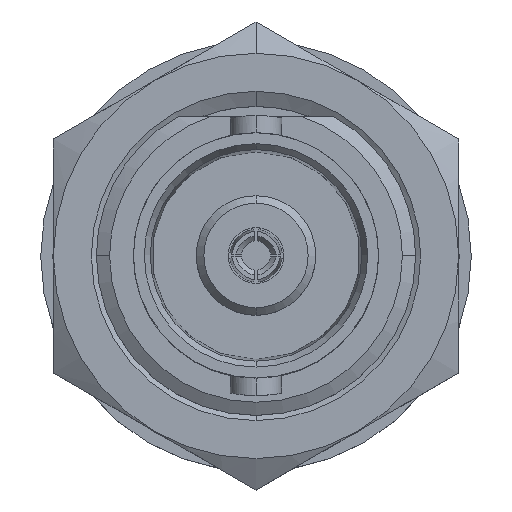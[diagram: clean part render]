
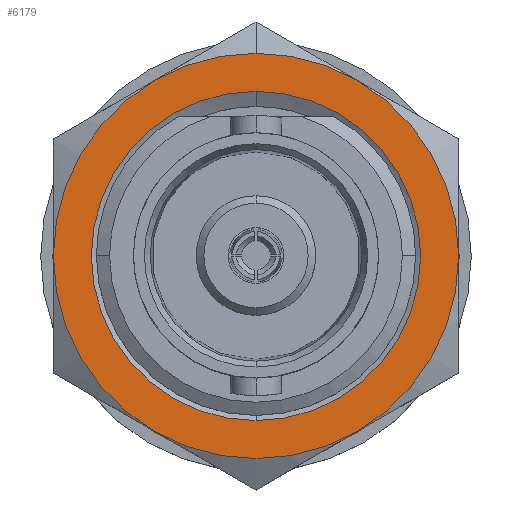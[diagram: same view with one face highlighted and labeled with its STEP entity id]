
A CAD part, top view. The second image highlights one B-rep face of the part: STEP entity #6179.
In plain terms, the highlighted planar face has unit normal (0, 0, 1).
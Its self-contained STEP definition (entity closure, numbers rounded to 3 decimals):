
#236 = DIRECTION ( 'NONE',  ( 0., -1., 0. ) ) ;
#372 = DIRECTION ( 'NONE',  ( 0., -1., 0. ) ) ;
#568 = ORIENTED_EDGE ( 'NONE', *, *, #6496, .T. ) ;
#651 = AXIS2_PLACEMENT_3D ( 'NONE', #5835, #729, #6692 ) ;
#716 = CIRCLE ( 'NONE', #7411, 8. ) ;
#729 = DIRECTION ( 'NONE',  ( 0., 0., 1. ) ) ;
#744 = CARTESIAN_POINT ( 'NONE',  ( 0., 0., -12.9 ) ) ;
#757 = DIRECTION ( 'NONE',  ( 0., -1., 0. ) ) ;
#882 = DIRECTION ( 'NONE',  ( 0., 0., 1. ) ) ;
#962 = EDGE_CURVE ( 'NONE', #10066, #3088, #6646, .T. ) ;
#1087 = EDGE_CURVE ( 'NONE', #3113, #1209, #5176, .T. ) ;
#1105 = EDGE_CURVE ( 'NONE', #7781, #4336, #10865, .T. ) ;
#1209 = VERTEX_POINT ( 'NONE', #10300 ) ;
#1262 = AXIS2_PLACEMENT_3D ( 'NONE', #744, #882, #9413 ) ;
#1642 = CARTESIAN_POINT ( 'NONE',  ( 4., -6.928, -12.9 ) ) ;
#1728 = DIRECTION ( 'NONE',  ( 0., 0., 1. ) ) ;
#1900 = CIRCLE ( 'NONE', #651, 8. ) ;
#2239 = CARTESIAN_POINT ( 'NONE',  ( 0., 8., -12.9 ) ) ;
#2473 = ORIENTED_EDGE ( 'NONE', *, *, #9932, .F. ) ;
#3088 = VERTEX_POINT ( 'NONE', #7203 ) ;
#3113 = VERTEX_POINT ( 'NONE', #8929 ) ;
#3114 = DIRECTION ( 'NONE',  ( 0., 1., 0. ) ) ;
#3241 = CARTESIAN_POINT ( 'NONE',  ( 0., 0., -12.9 ) ) ;
#3381 = CIRCLE ( 'NONE', #4941, 8. ) ;
#3452 = CIRCLE ( 'NONE', #5654, 6.5 ) ;
#3656 = AXIS2_PLACEMENT_3D ( 'NONE', #2239, #8214, #3114 ) ;
#3687 = EDGE_CURVE ( 'NONE', #5660, #3113, #7323, .T. ) ;
#4031 = EDGE_LOOP ( 'NONE', ( #2473, #7827 ) ) ;
#4100 = DIRECTION ( 'NONE',  ( 0., -1., 0. ) ) ;
#4232 = CARTESIAN_POINT ( 'NONE',  ( 8., 0., -12.9 ) ) ;
#4336 = VERTEX_POINT ( 'NONE', #7735 ) ;
#4704 = AXIS2_PLACEMENT_3D ( 'NONE', #7902, #6968, #7931 ) ;
#4799 = CARTESIAN_POINT ( 'NONE',  ( 0., 6.5, -12.9 ) ) ;
#4928 = ORIENTED_EDGE ( 'NONE', *, *, #1087, .T. ) ;
#4941 = AXIS2_PLACEMENT_3D ( 'NONE', #10578, #5505, #372 ) ;
#5176 = CIRCLE ( 'NONE', #1262, 8. ) ;
#5380 = DIRECTION ( 'NONE',  ( 0., 0., 1. ) ) ;
#5481 = EDGE_CURVE ( 'NONE', #3088, #5660, #9609, .T. ) ;
#5505 = DIRECTION ( 'NONE',  ( 0., 0., 1. ) ) ;
#5654 = AXIS2_PLACEMENT_3D ( 'NONE', #10452, #5380, #236 ) ;
#5660 = VERTEX_POINT ( 'NONE', #7437 ) ;
#5669 = ORIENTED_EDGE ( 'NONE', *, *, #8109, .T. ) ;
#5835 = CARTESIAN_POINT ( 'NONE',  ( 0., 0., -12.9 ) ) ;
#5862 = DIRECTION ( 'NONE',  ( 0., 0., 1. ) ) ;
#6068 = ORIENTED_EDGE ( 'NONE', *, *, #5481, .T. ) ;
#6179 = ADVANCED_FACE ( 'NONE', ( #6345, #8602 ), #9043, .F. ) ;
#6250 = ORIENTED_EDGE ( 'NONE', *, *, #962, .T. ) ;
#6345 = FACE_BOUND ( 'NONE', #4031, .T. ) ;
#6348 = EDGE_CURVE ( 'NONE', #6761, #6784, #716, .T. ) ;
#6496 = EDGE_CURVE ( 'NONE', #6784, #10066, #3381, .T. ) ;
#6577 = ORIENTED_EDGE ( 'NONE', *, *, #3687, .T. ) ;
#6646 = CIRCLE ( 'NONE', #8551, 8. ) ;
#6692 = DIRECTION ( 'NONE',  ( 0., -1., 0. ) ) ;
#6761 = VERTEX_POINT ( 'NONE', #1642 ) ;
#6784 = VERTEX_POINT ( 'NONE', #4232 ) ;
#6839 = AXIS2_PLACEMENT_3D ( 'NONE', #3241, #9195, #4100 ) ;
#6843 = CARTESIAN_POINT ( 'NONE',  ( 0., 0., -12.9 ) ) ;
#6968 = DIRECTION ( 'NONE',  ( 0., 0., 1. ) ) ;
#7203 = CARTESIAN_POINT ( 'NONE',  ( 0., 8., -12.9 ) ) ;
#7323 = CIRCLE ( 'NONE', #9291, 8. ) ;
#7410 = DIRECTION ( 'NONE',  ( 0., -1., 0. ) ) ;
#7411 = AXIS2_PLACEMENT_3D ( 'NONE', #6843, #1728, #7700 ) ;
#7437 = CARTESIAN_POINT ( 'NONE',  ( -4., 6.928, -12.9 ) ) ;
#7700 = DIRECTION ( 'NONE',  ( 0., -1., 0. ) ) ;
#7735 = CARTESIAN_POINT ( 'NONE',  ( 0., -6.5, -12.9 ) ) ;
#7781 = VERTEX_POINT ( 'NONE', #4799 ) ;
#7827 = ORIENTED_EDGE ( 'NONE', *, *, #1105, .F. ) ;
#7902 = CARTESIAN_POINT ( 'NONE',  ( 0., 0., -12.9 ) ) ;
#7931 = DIRECTION ( 'NONE',  ( 0., -1., 0. ) ) ;
#8109 = EDGE_CURVE ( 'NONE', #1209, #6761, #1900, .T. ) ;
#8166 = DIRECTION ( 'NONE',  ( 0., 0., 1. ) ) ;
#8214 = DIRECTION ( 'NONE',  ( 0., 0., -1. ) ) ;
#8551 = AXIS2_PLACEMENT_3D ( 'NONE', #10722, #8166, #7410 ) ;
#8602 = FACE_OUTER_BOUND ( 'NONE', #10003, .T. ) ;
#8929 = CARTESIAN_POINT ( 'NONE',  ( -8., 0., -12.9 ) ) ;
#9043 = PLANE ( 'NONE',  #3656 ) ;
#9195 = DIRECTION ( 'NONE',  ( 0., 0., 1. ) ) ;
#9291 = AXIS2_PLACEMENT_3D ( 'NONE', #10927, #5862, #757 ) ;
#9413 = DIRECTION ( 'NONE',  ( 0., -1., 0. ) ) ;
#9609 = CIRCLE ( 'NONE', #6839, 8. ) ;
#9773 = ORIENTED_EDGE ( 'NONE', *, *, #6348, .T. ) ;
#9782 = CARTESIAN_POINT ( 'NONE',  ( 4., 6.928, -12.9 ) ) ;
#9932 = EDGE_CURVE ( 'NONE', #4336, #7781, #3452, .T. ) ;
#10003 = EDGE_LOOP ( 'NONE', ( #9773, #568, #6250, #6068, #6577, #4928, #5669 ) ) ;
#10066 = VERTEX_POINT ( 'NONE', #9782 ) ;
#10300 = CARTESIAN_POINT ( 'NONE',  ( -4., -6.928, -12.9 ) ) ;
#10452 = CARTESIAN_POINT ( 'NONE',  ( 0., 0., -12.9 ) ) ;
#10578 = CARTESIAN_POINT ( 'NONE',  ( 0., 0., -12.9 ) ) ;
#10722 = CARTESIAN_POINT ( 'NONE',  ( 0., 0., -12.9 ) ) ;
#10865 = CIRCLE ( 'NONE', #4704, 6.5 ) ;
#10927 = CARTESIAN_POINT ( 'NONE',  ( 0., 0., -12.9 ) ) ;
